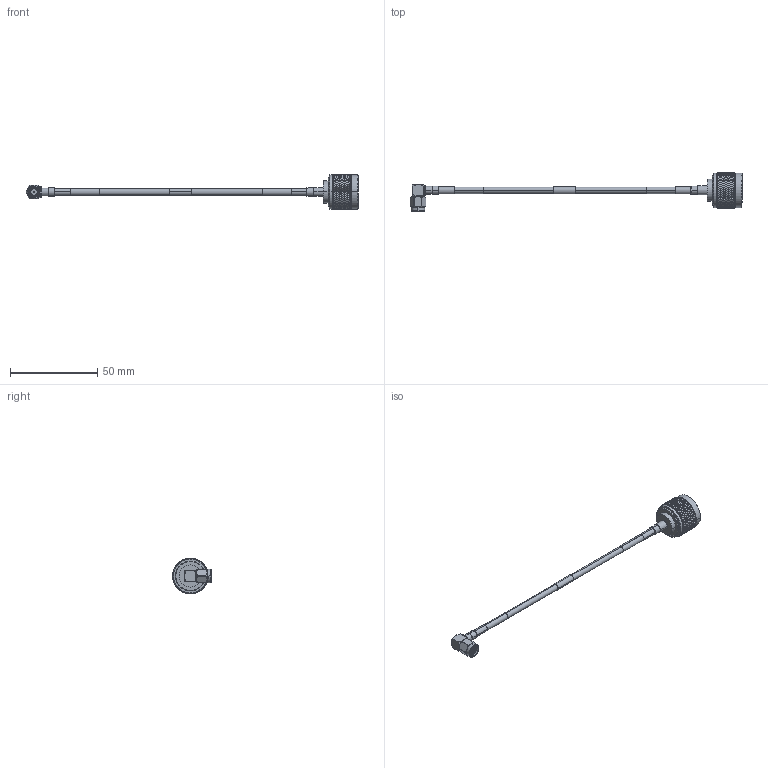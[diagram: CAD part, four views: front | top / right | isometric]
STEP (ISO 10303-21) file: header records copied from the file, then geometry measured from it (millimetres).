
FILE_DESCRIPTION (( 'STEP AP214' ), '1' );
FILE_NAME ('LCCA30477_3D.STEP', '2020-04-23T14:23:07', ( '' ), ( '' ), 'SwSTEP 2.0', 'SolidWorks 2018', '' );
FILE_SCHEMA (( 'AUTOMOTIVE_DESIGN' ));
Length unit declared in the file: inch
Products named in the file (6): LCCN3051; LCCN3045; LC141TBJ (141 Formable with HeatShrink); LC141TBJ-PROD; LCCA30477_3D; 1AW01-003_.152 ID
Assembly tree (7 placements, depth 3):
  LCCA30477_3D
    LC141TBJ-PROD
      LC141TBJ (141 Formable with HeatShrink)
      1AW01-003_.152 ID  x3
    LCCN3045
    LCCN3051
Bounding box: 190.45 x 22.23 x 20.32 mm (x, y, z)
Volume: 6313.6 mm3; surface area: 8270.1 mm2
Topology: 10 solids, 10 shells, 2567 faces, 5569 edges, 3042 vertices
Faces by surface type: bspline 1798, cylinder 550, plane 171, cone 42, torus 6
Entity records: 99095 total; most frequent: CARTESIAN_POINT 62984, ORIENTED_EDGE 11086, EDGE_CURVE 5543, VERTEX_POINT 3026, DIRECTION 2750, EDGE_LOOP 2585, ADVANCED_FACE 2555, FACE_OUTER_BOUND 2555
